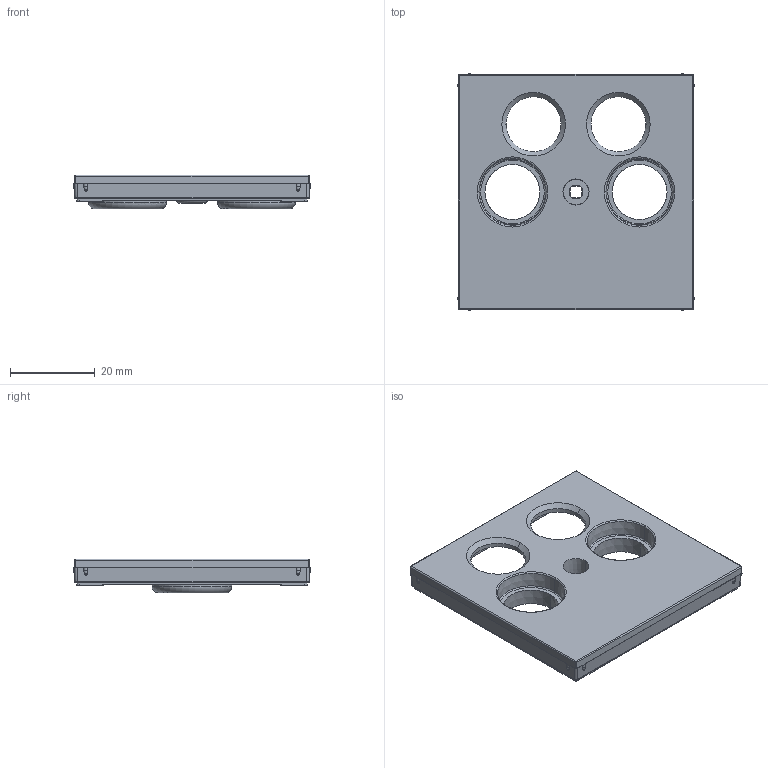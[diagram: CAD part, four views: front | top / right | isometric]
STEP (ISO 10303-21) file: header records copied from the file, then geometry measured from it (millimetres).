
FILE_DESCRIPTION((''),'2;1');
FILE_NAME('WAF1169_GEN_ASM','2025-03-19T08:32:15',('andolfs'),(''),'CREO PARAMETRIC BY PTC INC, 2023154','CREO PARAMETRIC BY PTC INC, 2023154','');
FILE_SCHEMA(('CONFIG_CONTROL_DESIGN','SHAPE_APPEARANCE_LAYERS_GROUPS'));
Length unit declared in the file: millimetre
Products named in the file (3): W4G0130_18; W1A2244_GEN; WAF1169_GEN_ASM
Assembly tree (2 placements, depth 2):
  WAF1169_GEN_ASM
    W4G0130_18
    W1A2244_GEN
Bounding box: 55.9 x 55.9 x 8 mm (x, y, z)
Volume: 7839 mm3; surface area: 8867.3 mm2
Topology: 5 solids, 5 shells, 606 faces, 1565 edges, 994 vertices
Faces by surface type: plane 300, cylinder 87, extrusion 87, bspline 48, torus 40, cone 28, sphere 16
Entity records: 26920 total; most frequent: CARTESIAN_POINT 8018, ORIENTED_EDGE 3130, DIRECTION 2556, EDGE_CURVE 1565, VECTOR 1008, VERTEX_POINT 994, LINE 921, AXIS2_PLACEMENT_3D 774
